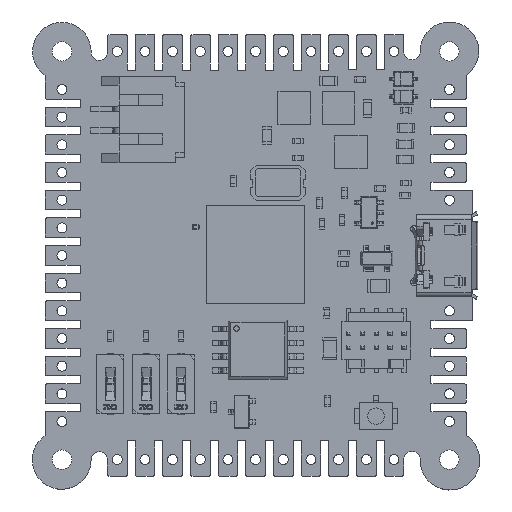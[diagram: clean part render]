
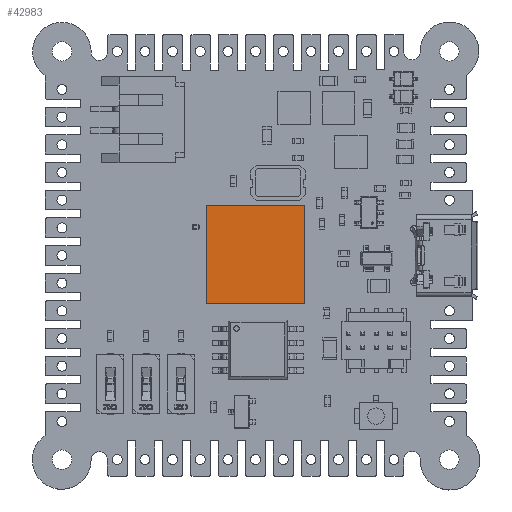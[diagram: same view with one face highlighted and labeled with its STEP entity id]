
A CAD part, top view. The second image highlights one B-rep face of the part: STEP entity #42983.
In plain terms, the highlighted planar face has unit normal (0, 0, 1).
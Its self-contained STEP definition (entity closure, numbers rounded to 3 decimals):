
#42854 = VERTEX_POINT('',#42855);
#42855 = CARTESIAN_POINT('',(-4.5,-4.5,0.85));
#42861 = EDGE_CURVE('',#42854,#42862,#42864,.T.);
#42862 = VERTEX_POINT('',#42863);
#42863 = CARTESIAN_POINT('',(-4.5,4.5,0.85));
#42864 = LINE('',#42865,#42866);
#42865 = CARTESIAN_POINT('',(-4.5,-4.5,0.85));
#42866 = VECTOR('',#42867,1.);
#42867 = DIRECTION('',(0.,1.,0.));
#42892 = EDGE_CURVE('',#42862,#42893,#42895,.T.);
#42893 = VERTEX_POINT('',#42894);
#42894 = CARTESIAN_POINT('',(4.5,4.5,0.85));
#42895 = LINE('',#42896,#42897);
#42896 = CARTESIAN_POINT('',(-4.5,4.5,0.85));
#42897 = VECTOR('',#42898,1.);
#42898 = DIRECTION('',(1.,0.,0.));
#42923 = EDGE_CURVE('',#42893,#42924,#42926,.T.);
#42924 = VERTEX_POINT('',#42925);
#42925 = CARTESIAN_POINT('',(4.5,-4.5,0.85));
#42926 = LINE('',#42927,#42928);
#42927 = CARTESIAN_POINT('',(4.5,4.5,0.85));
#42928 = VECTOR('',#42929,1.);
#42929 = DIRECTION('',(0.,-1.,0.));
#42954 = EDGE_CURVE('',#42924,#42854,#42955,.T.);
#42955 = LINE('',#42956,#42957);
#42956 = CARTESIAN_POINT('',(4.5,-4.5,0.85));
#42957 = VECTOR('',#42958,1.);
#42958 = DIRECTION('',(-1.,0.,0.));
#42983 = ADVANCED_FACE('',(#42984),#42990,.T.);
#42984 = FACE_BOUND('',#42985,.F.);
#42985 = EDGE_LOOP('',(#42986,#42987,#42988,#42989));
#42986 = ORIENTED_EDGE('',*,*,#42861,.T.);
#42987 = ORIENTED_EDGE('',*,*,#42892,.T.);
#42988 = ORIENTED_EDGE('',*,*,#42923,.T.);
#42989 = ORIENTED_EDGE('',*,*,#42954,.T.);
#42990 = PLANE('',#42991);
#42991 = AXIS2_PLACEMENT_3D('',#42992,#42993,#42994);
#42992 = CARTESIAN_POINT('',(-4.5,-4.5,0.85));
#42993 = DIRECTION('',(0.,0.,1.));
#42994 = DIRECTION('',(1.,0.,0.));
